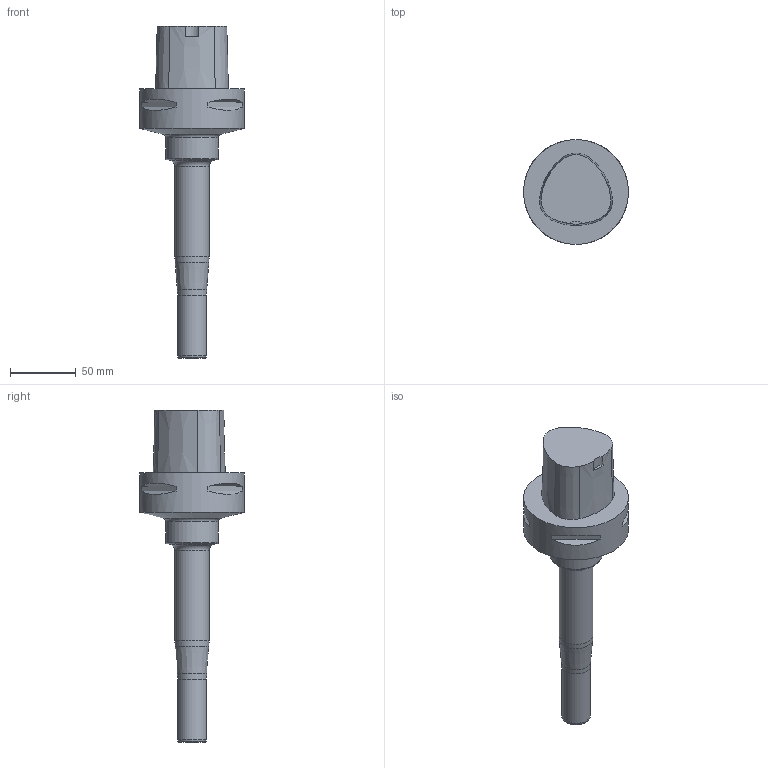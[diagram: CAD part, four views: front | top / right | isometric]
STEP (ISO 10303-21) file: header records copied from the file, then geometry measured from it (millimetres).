
FILE_DESCRIPTION(/* description */ (''),/* implementation_level */ '2;1');
FILE_NAME(/* name */ '6098_1_3d.stp',/* time_stamp */ '2017-03-31T11:06:43+02:00',/* author */ (''),/* organization */ ('SMS'),/* preprocessor_version */ 'ST-DEVELOPER v15',/* originating_system */ 'SIEMENS PLM Software NX 8.5',/* authorisation */ '');
FILE_SCHEMA (('AUTOMOTIVE_DESIGN { 1 0 10303 214 3 1 1 1 }'));
Length unit declared in the file: millimetre
Products named in the file (1): 6098_1_3D
Bounding box: 80 x 80 x 253 mm (x, y, z)
Volume: 365690.5 mm3; surface area: 39588.9 mm2
Topology: 1 solids, 1 shells, 37 faces, 81 edges, 51 vertices
Faces by surface type: plane 16, cone 10, cylinder 5, torus 5, bspline 1
Full cylindrical faces by diameter (mm): 22 x1, 26 x1, 40 x1, 80 x1
Entity records: 992 total; most frequent: CARTESIAN_POINT 184, DIRECTION 180, ORIENTED_EDGE 126, AXIS2_PLACEMENT_3D 79, EDGE_CURVE 63, EDGE_LOOP 56, VERTEX_POINT 47, ADVANCED_FACE 37
